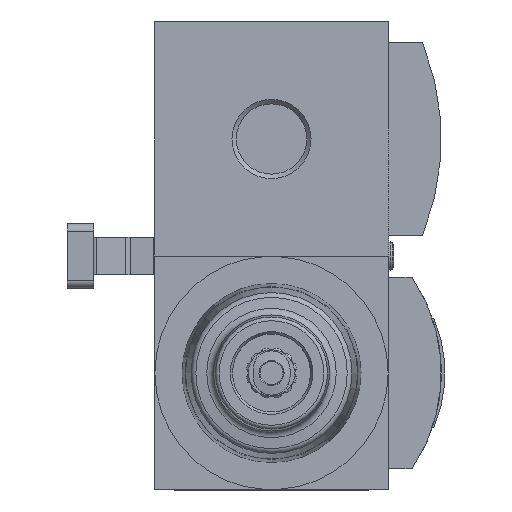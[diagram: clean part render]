
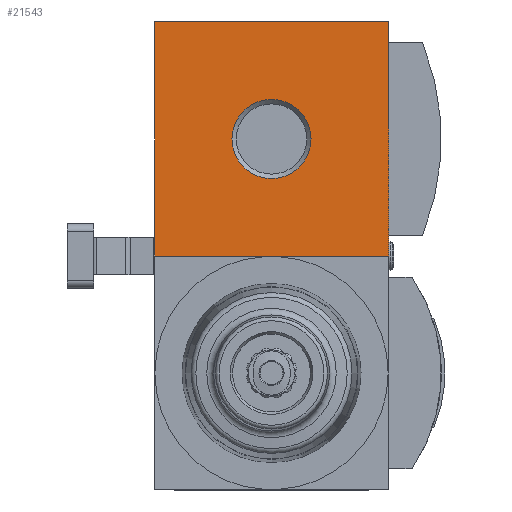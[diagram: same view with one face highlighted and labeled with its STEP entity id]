
A CAD part, front view. The second image highlights one B-rep face of the part: STEP entity #21543.
In plain terms, the highlighted planar face has unit normal (0, -1, 0).
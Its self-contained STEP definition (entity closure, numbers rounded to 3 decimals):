
#257=PLANE('',#22554);
#968=LINE('',#29580,#2458);
#976=LINE('',#29595,#2466);
#992=LINE('',#29625,#2482);
#1032=LINE('',#29716,#2522);
#2458=VECTOR('',#24519,1000.);
#2466=VECTOR('',#24529,1000.);
#2482=VECTOR('',#24547,1000.);
#2522=VECTOR('',#24625,1000.);
#3752=CIRCLE('',#22555,10.478);
#4940=ORIENTED_EDGE('',*,*,#9530,.F.);
#4941=ORIENTED_EDGE('',*,*,#9446,.F.);
#4942=ORIENTED_EDGE('',*,*,#9438,.F.);
#4943=ORIENTED_EDGE('',*,*,#9462,.F.);
#4944=ORIENTED_EDGE('',*,*,#9511,.F.);
#9438=EDGE_CURVE('',#11759,#11760,#968,.T.);
#9446=EDGE_CURVE('',#11760,#11766,#976,.T.);
#9462=EDGE_CURVE('',#11778,#11759,#992,.T.);
#9511=EDGE_CURVE('',#11766,#11778,#1032,.T.);
#9530=EDGE_CURVE('',#11820,#11820,#3752,.T.);
#11759=VERTEX_POINT('',#29579);
#11760=VERTEX_POINT('',#29581);
#11766=VERTEX_POINT('',#29596);
#11778=VERTEX_POINT('',#29624);
#11820=VERTEX_POINT('',#29755);
#13394=EDGE_LOOP('',(#4940));
#13395=EDGE_LOOP('',(#4941,#4942,#4943,#4944));
#14440=FACE_BOUND('',#13394,.T.);
#14441=FACE_BOUND('',#13395,.T.);
#21543=ADVANCED_FACE('',(#14440,#14441),#257,.F.);
#22554=AXIS2_PLACEMENT_3D('',#29753,#24667,#24668);
#22555=AXIS2_PLACEMENT_3D('',#29754,#24669,#24670);
#24519=DIRECTION('',(-1.,0.,0.));
#24529=DIRECTION('',(0.,0.,1.));
#24547=DIRECTION('',(0.,0.,-1.));
#24625=DIRECTION('',(1.,0.,0.));
#24667=DIRECTION('',(0.,1.,0.));
#24668=DIRECTION('',(0.,0.,1.));
#24669=DIRECTION('',(0.,-1.,0.));
#24670=DIRECTION('',(0.,0.,-1.));
#29579=CARTESIAN_POINT('',(31.,-45.,-31.));
#29580=CARTESIAN_POINT('',(31.,-45.,-31.));
#29581=CARTESIAN_POINT('',(-31.,-45.,-31.));
#29595=CARTESIAN_POINT('',(-31.,-45.,-31.));
#29596=CARTESIAN_POINT('',(-31.,-45.,31.));
#29624=CARTESIAN_POINT('',(31.,-45.,31.));
#29625=CARTESIAN_POINT('',(31.,-45.,31.));
#29716=CARTESIAN_POINT('',(-31.,-45.,31.));
#29753=CARTESIAN_POINT('',(0.,-45.,0.));
#29754=CARTESIAN_POINT('',(0.,-45.,0.));
#29755=CARTESIAN_POINT('',(0.,-45.,-10.478));
